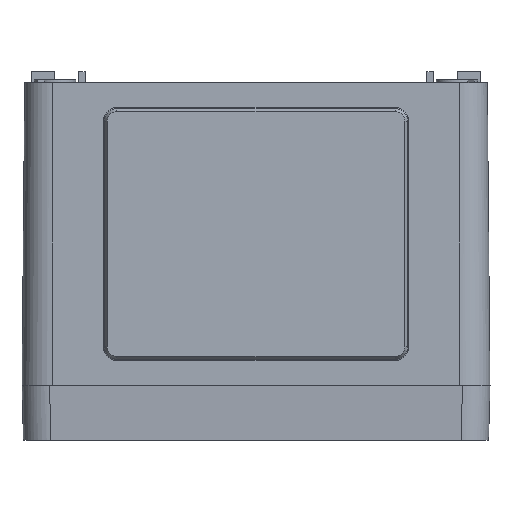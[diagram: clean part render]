
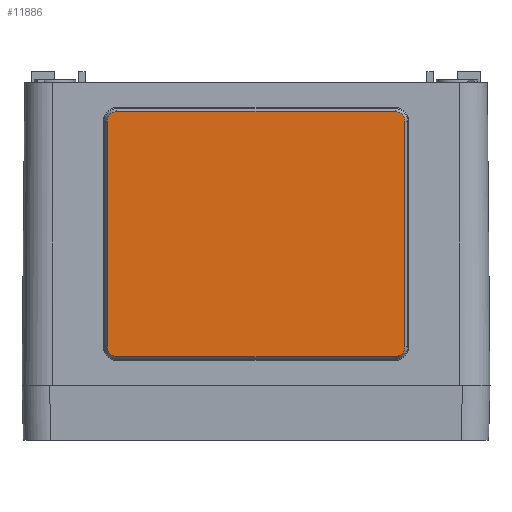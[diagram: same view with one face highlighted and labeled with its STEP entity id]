
A CAD part, front view. The second image highlights one B-rep face of the part: STEP entity #11886.
In plain terms, the highlighted planar face has unit normal (0, -1, 0.009).
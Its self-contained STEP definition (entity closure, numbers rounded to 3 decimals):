
#168 = VERTEX_POINT ( 'NONE', #1301 ) ;
#1301 = CARTESIAN_POINT ( 'NONE',  ( 31., 0.855, 98.001 ) ) ;
#1376 = CIRCLE ( 'NONE', #3027, 3.5 ) ;
#1474 = VERTEX_POINT ( 'NONE', #22020 ) ;
#1549 = DIRECTION ( 'NONE',  ( 0., 0.009, 1. ) ) ;
#1635 = DIRECTION ( 'NONE',  ( 0., 0.009, 1. ) ) ;
#1858 = AXIS2_PLACEMENT_3D ( 'NONE', #14696, #30655, #4194 ) ;
#2614 = CIRCLE ( 'NONE', #33344, 3.5 ) ;
#3027 = AXIS2_PLACEMENT_3D ( 'NONE', #30661, #14703, #1635 ) ;
#3735 = CARTESIAN_POINT ( 'NONE',  ( 34.5, 0.855, 98.001 ) ) ;
#4194 = DIRECTION ( 'NONE',  ( 0., -0.009, -1. ) ) ;
#4402 = EDGE_CURVE ( 'NONE', #22528, #24110, #20684, .T. ) ;
#4692 = EDGE_CURVE ( 'NONE', #168, #21707, #2614, .T. ) ;
#4742 = CIRCLE ( 'NONE', #28336, 3.5 ) ;
#4795 = CARTESIAN_POINT ( 'NONE',  ( 31., 0.14, 16.004 ) ) ;
#5463 = EDGE_CURVE ( 'NONE', #32751, #1474, #4742, .T. ) ;
#5772 = CARTESIAN_POINT ( 'NONE',  ( 135.5, 0.109, 12.504 ) ) ;
#5872 = AXIS2_PLACEMENT_3D ( 'NONE', #15278, #25921, #33831 ) ;
#7540 = LINE ( 'NONE', #4795, #22423 ) ;
#7791 = VECTOR ( 'NONE', #15799, 1000. ) ;
#8588 = VECTOR ( 'NONE', #12823, 1000. ) ;
#8882 = DIRECTION ( 'NONE',  ( 0., 1., -0.009 ) ) ;
#9775 = CARTESIAN_POINT ( 'NONE',  ( 135.5, 0.855, 98.001 ) ) ;
#10010 = ORIENTED_EDGE ( 'NONE', *, *, #13017, .F. ) ;
#10055 = CARTESIAN_POINT ( 'NONE',  ( 34.5, 0.109, 12.504 ) ) ;
#11704 = DIRECTION ( 'NONE',  ( 0., 1., -0.009 ) ) ;
#11886 = ADVANCED_FACE ( 'NONE', ( #14857 ), #17762, .T. ) ;
#12620 = VERTEX_POINT ( 'NONE', #22797 ) ;
#12823 = DIRECTION ( 'NONE',  ( -1., 0., 0. ) ) ;
#13017 = EDGE_CURVE ( 'NONE', #21074, #12620, #1376, .T. ) ;
#13154 = CARTESIAN_POINT ( 'NONE',  ( 135.5, 0.886, 101.5 ) ) ;
#14696 = CARTESIAN_POINT ( 'NONE',  ( 0., 0., 0. ) ) ;
#14703 = DIRECTION ( 'NONE',  ( 0., 1., -0.009 ) ) ;
#14857 = FACE_OUTER_BOUND ( 'NONE', #14996, .T. ) ;
#14974 = EDGE_CURVE ( 'NONE', #24110, #21074, #31268, .T. ) ;
#14996 = EDGE_LOOP ( 'NONE', ( #19617, #26160, #17727, #10010, #17922, #20321, #22542, #18077 ) ) ;
#15278 = CARTESIAN_POINT ( 'NONE',  ( 135.5, 0.14, 16.004 ) ) ;
#15799 = DIRECTION ( 'NONE',  ( -1., 0., 0. ) ) ;
#15941 = CARTESIAN_POINT ( 'NONE',  ( 139., 0.14, 16.004 ) ) ;
#17727 = ORIENTED_EDGE ( 'NONE', *, *, #23642, .F. ) ;
#17762 = PLANE ( 'NONE',  #1858 ) ;
#17884 = DIRECTION ( 'NONE',  ( 0., -0.009, -1. ) ) ;
#17922 = ORIENTED_EDGE ( 'NONE', *, *, #14974, .F. ) ;
#18022 = DIRECTION ( 'NONE',  ( 0., 0.009, 1. ) ) ;
#18077 = ORIENTED_EDGE ( 'NONE', *, *, #5463, .F. ) ;
#19444 = CARTESIAN_POINT ( 'NONE',  ( 34.5, 0.886, 101.5 ) ) ;
#19617 = ORIENTED_EDGE ( 'NONE', *, *, #31507, .T. ) ;
#20321 = ORIENTED_EDGE ( 'NONE', *, *, #4402, .F. ) ;
#20430 = CARTESIAN_POINT ( 'NONE',  ( 135.5, 0.109, 12.504 ) ) ;
#20450 = CARTESIAN_POINT ( 'NONE',  ( 139., 0.855, 98.001 ) ) ;
#20684 = CIRCLE ( 'NONE', #5872, 3.5 ) ;
#21074 = VERTEX_POINT ( 'NONE', #10055 ) ;
#21258 = LINE ( 'NONE', #20450, #30526 ) ;
#21707 = VERTEX_POINT ( 'NONE', #19444 ) ;
#22020 = CARTESIAN_POINT ( 'NONE',  ( 139., 0.855, 98.001 ) ) ;
#22122 = DIRECTION ( 'NONE',  ( 0., 0.009, 1. ) ) ;
#22423 = VECTOR ( 'NONE', #18022, 1000. ) ;
#22528 = VERTEX_POINT ( 'NONE', #15941 ) ;
#22542 = ORIENTED_EDGE ( 'NONE', *, *, #33510, .F. ) ;
#22797 = CARTESIAN_POINT ( 'NONE',  ( 31., 0.14, 16.004 ) ) ;
#23642 = EDGE_CURVE ( 'NONE', #12620, #168, #7540, .T. ) ;
#24110 = VERTEX_POINT ( 'NONE', #5772 ) ;
#25921 = DIRECTION ( 'NONE',  ( 0., 1., -0.009 ) ) ;
#26160 = ORIENTED_EDGE ( 'NONE', *, *, #4692, .F. ) ;
#26206 = CARTESIAN_POINT ( 'NONE',  ( 135.5, 0.886, 101.5 ) ) ;
#28336 = AXIS2_PLACEMENT_3D ( 'NONE', #9775, #11704, #1549 ) ;
#30526 = VECTOR ( 'NONE', #17884, 1000. ) ;
#30655 = DIRECTION ( 'NONE',  ( 0., -1., 0.009 ) ) ;
#30661 = CARTESIAN_POINT ( 'NONE',  ( 34.5, 0.14, 16.004 ) ) ;
#31193 = LINE ( 'NONE', #13154, #8588 ) ;
#31268 = LINE ( 'NONE', #20430, #7791 ) ;
#31507 = EDGE_CURVE ( 'NONE', #32751, #21707, #31193, .T. ) ;
#32751 = VERTEX_POINT ( 'NONE', #26206 ) ;
#33344 = AXIS2_PLACEMENT_3D ( 'NONE', #3735, #8882, #22122 ) ;
#33510 = EDGE_CURVE ( 'NONE', #1474, #22528, #21258, .T. ) ;
#33831 = DIRECTION ( 'NONE',  ( 0., 0.009, 1. ) ) ;
